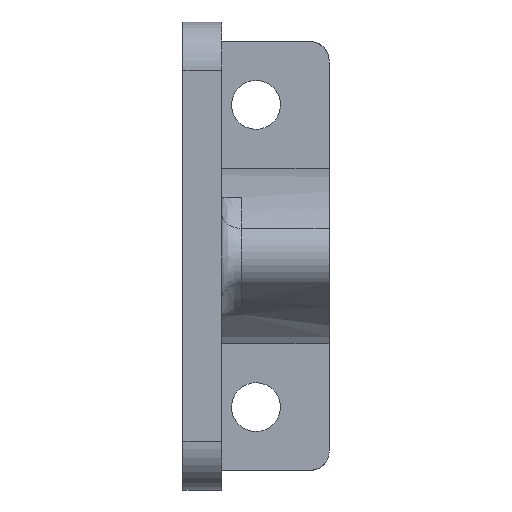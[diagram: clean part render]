
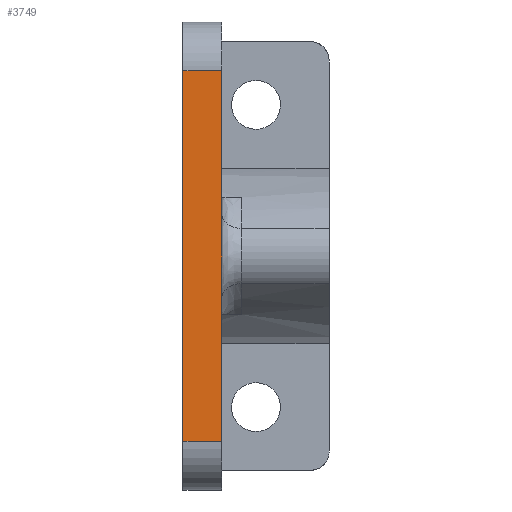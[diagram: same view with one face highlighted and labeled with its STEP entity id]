
A CAD part, left-side view. The second image highlights one B-rep face of the part: STEP entity #3749.
In plain terms, the highlighted free-form (B-spline) face has degree [1, 1] with [2, 2] control points.
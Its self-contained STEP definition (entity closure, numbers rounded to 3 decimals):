
#3198=CARTESIAN_POINT('',(0.,-2.,9.5));
#3199=VERTEX_POINT('',#3198);
#3215=CARTESIAN_POINT('',(0.,-2.,-9.5));
#3216=VERTEX_POINT('',#3215);
#3217=CARTESIAN_POINT('',(0.,-2.,-9.5));
#3218=CARTESIAN_POINT('',(0.,-2.,9.5));
#3219=QUASI_UNIFORM_CURVE('',1,(#3217,#3218),.UNSPECIFIED.,.F.,.U.);
#3220=EDGE_CURVE('',#3216,#3199,#3219,.T.);
#3383=CARTESIAN_POINT('',(0.,0.0,-9.5));
#3384=VERTEX_POINT('',#3383);
#3400=CARTESIAN_POINT('',(0.,0.0,9.5));
#3401=VERTEX_POINT('',#3400);
#3402=CARTESIAN_POINT('',(0.,0.0,-9.5));
#3403=CARTESIAN_POINT('',(0.,0.0,9.5));
#3404=QUASI_UNIFORM_CURVE('',1,(#3402,#3403),.UNSPECIFIED.,.F.,.U.);
#3405=EDGE_CURVE('',#3384,#3401,#3404,.T.);
#3485=CARTESIAN_POINT('',(0.,0.0,-9.5));
#3486=CARTESIAN_POINT('',(0.,-2.,-9.5));
#3487=QUASI_UNIFORM_CURVE('',1,(#3485,#3486),.UNSPECIFIED.,.F.,.U.);
#3488=EDGE_CURVE('',#3384,#3216,#3487,.T.);
#3730=CARTESIAN_POINT('',(0.,0.0,9.5));
#3731=CARTESIAN_POINT('',(0.,-2.,9.5));
#3732=QUASI_UNIFORM_CURVE('',1,(#3730,#3731),.UNSPECIFIED.,.F.,.U.);
#3733=EDGE_CURVE('',#3401,#3199,#3732,.T.);
#3738=CARTESIAN_POINT('',(0.0,-2.1,10.449));
#3739=CARTESIAN_POINT('',(0.0,-2.1,-10.449));
#3740=CARTESIAN_POINT('',(0.0,0.1,10.449));
#3741=CARTESIAN_POINT('',(0.0,0.1,-10.449));
#3742=B_SPLINE_SURFACE_WITH_KNOTS('',1,1,((#3738,#3740),(#3739,#3741)),.UNSPECIFIED.,.F.,.F.,.U.,(2,2),(2,2),(0.0,20.898),(0.0,2.2),.UNSPECIFIED.);
#3743=ORIENTED_EDGE('',*,*,#3220,.T.);
#3744=ORIENTED_EDGE('',*,*,#3733,.F.);
#3745=ORIENTED_EDGE('',*,*,#3405,.F.);
#3746=ORIENTED_EDGE('',*,*,#3488,.T.);
#3747=EDGE_LOOP('',(#3743,#3744,#3745,#3746));
#3748=FACE_OUTER_BOUND('',#3747,.T.);
#3749=ADVANCED_FACE('',(#3748),#3742,.F.);
